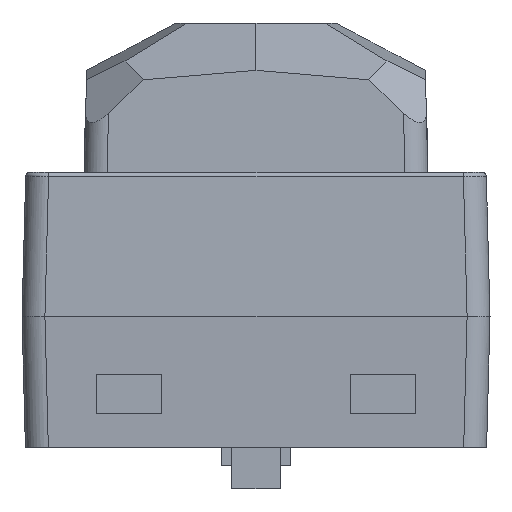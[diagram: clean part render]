
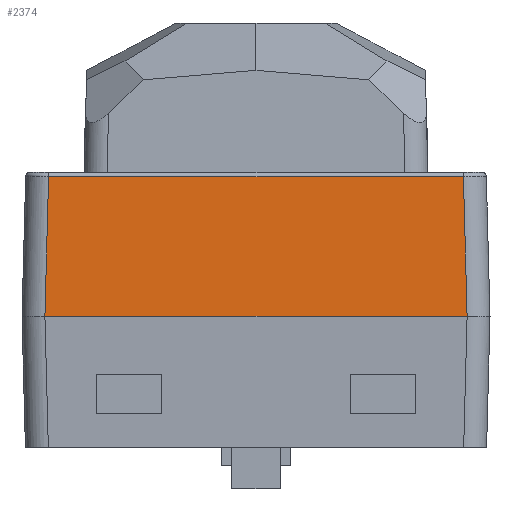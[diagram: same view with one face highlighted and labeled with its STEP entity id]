
A CAD part, left-side view. The second image highlights one B-rep face of the part: STEP entity #2374.
In plain terms, the highlighted planar face has unit normal (-1, 0, 0.026).
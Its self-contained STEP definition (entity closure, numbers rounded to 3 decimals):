
#2070=FACE_OUTER_BOUND('',#3768,.T.);
#2374=ADVANCED_FACE('',(#2070),#2627,.T.);
#2627=PLANE('',#6759);
#2886=LINE('',#9080,#3325);
#2891=LINE('',#9132,#3330);
#2892=LINE('',#9134,#3331);
#2900=LINE('',#9160,#3339);
#3325=VECTOR('',#7256,1.);
#3330=VECTOR('',#7277,1.);
#3331=VECTOR('',#7280,1.);
#3339=VECTOR('',#7296,1.);
#3768=EDGE_LOOP('',(#4315,#4316,#4317,#4318));
#4315=ORIENTED_EDGE('',*,*,#6035,.T.);
#4316=ORIENTED_EDGE('',*,*,#6046,.T.);
#4317=ORIENTED_EDGE('',*,*,#6036,.T.);
#4318=ORIENTED_EDGE('',*,*,#6025,.T.);
#5538=VERTEX_POINT('',#9079);
#5539=VERTEX_POINT('',#9081);
#5541=VERTEX_POINT('',#9131);
#5542=VERTEX_POINT('',#9135);
#6025=EDGE_CURVE('',#5539,#5538,#2886,.T.);
#6035=EDGE_CURVE('',#5538,#5541,#2891,.T.);
#6036=EDGE_CURVE('',#5542,#5539,#2892,.T.);
#6046=EDGE_CURVE('',#5541,#5542,#2900,.T.);
#6759=AXIS2_PLACEMENT_3D('',#9161,#7297,#7298);
#7256=DIRECTION('',(0.,-1.,0.));
#7277=DIRECTION('',(0.026,0.026,0.999));
#7280=DIRECTION('',(-0.026,0.026,-0.999));
#7296=DIRECTION('',(0.,1.,0.));
#7297=DIRECTION('',(-1.,0.,0.026));
#7298=DIRECTION('',(-0.026,0.,-1.));
#9079=CARTESIAN_POINT('',(-4.208,-1.208,-0.074));
#9080=CARTESIAN_POINT('',(-4.208,8.,-0.074));
#9081=CARTESIAN_POINT('',(-4.208,17.208,-0.074));
#9131=CARTESIAN_POINT('',(-4.048,-1.048,6.006));
#9132=CARTESIAN_POINT('',(-4.193,-1.193,0.473));
#9134=CARTESIAN_POINT('',(-4.193,17.193,0.473));
#9135=CARTESIAN_POINT('',(-4.048,17.048,6.006));
#9160=CARTESIAN_POINT('',(-4.048,17.043,6.006));
#9161=CARTESIAN_POINT('',(-4.2,8.,0.232));
